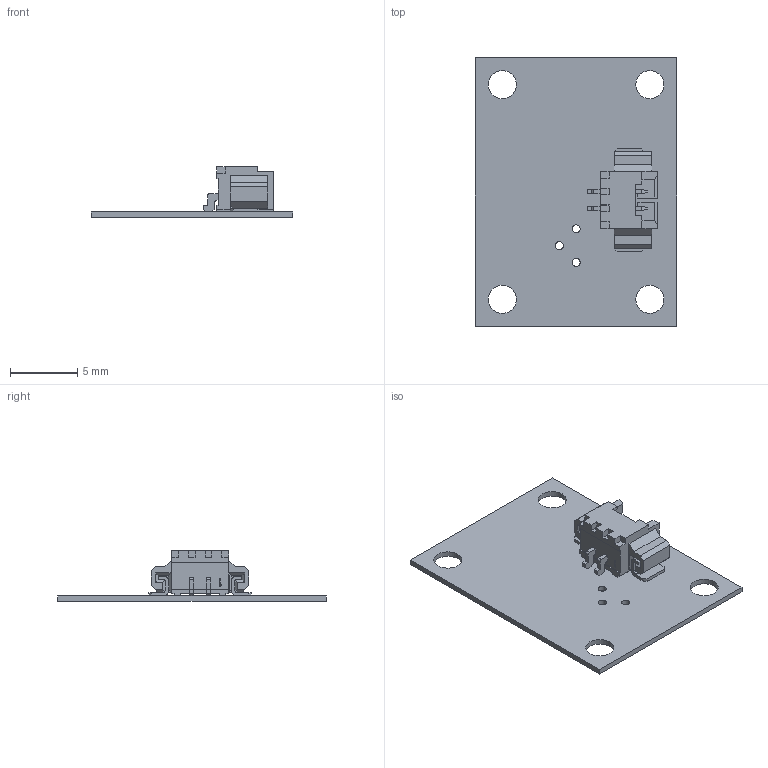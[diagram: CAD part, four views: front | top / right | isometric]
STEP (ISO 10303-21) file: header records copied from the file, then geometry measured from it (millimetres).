
FILE_DESCRIPTION(('Open CASCADE Model'),'2;1');
FILE_NAME('Open CASCADE Shape Model','2019-09-26T11:39:20',('Author'),( 'Open CASCADE'),'Open CASCADE STEP processor 6.8','Open CASCADE 6.8' ,'Unknown');
FILE_SCHEMA(('AUTOMOTIVE_DESIGN { 1 0 10303 214 1 1 1 1 }'));
Length unit declared in the file: millimetre
Products named in the file (6): PCB; Board; J1; 532617002; Open CASCADE STEP translator 6.8 2.2.1.1; Open CASCADE STEP translator 6.8 2.2.1.2
Assembly tree (5 placements, depth 4):
  PCB
    Board
    J1
      532617002
        Open CASCADE STEP translator 6.8 2.2.1.1
        Open CASCADE STEP translator 6.8 2.2.1.2
Bounding box: 14.99 x 20 x 3.79 mm (x, y, z)
Volume: 165 mm3; surface area: 801.1 mm2
Topology: 2 solids, 2 shells, 220 faces, 641 edges, 440 vertices
Faces by surface type: plane 201, cylinder 19
Full cylindrical faces by diameter (mm): 0.6 x3, 2.1 x4
Entity records: 7270 total; most frequent: CARTESIAN_POINT 1313, ORIENTED_EDGE 1250, DIRECTION 1129, EDGE_CURVE 625, LINE 601, VECTOR 601, VERTEX_POINT 408, AXIS2_PLACEMENT_3D 264
